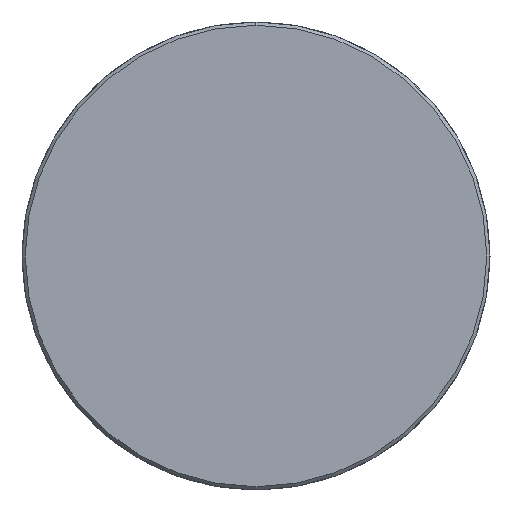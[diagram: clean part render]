
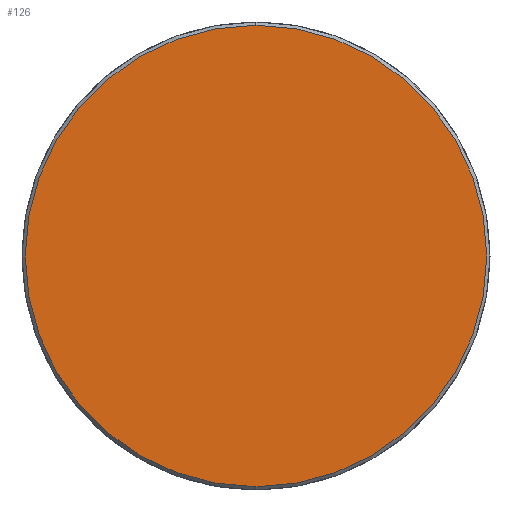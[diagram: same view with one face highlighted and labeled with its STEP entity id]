
A CAD part, left-side view. The second image highlights one B-rep face of the part: STEP entity #126.
In plain terms, the highlighted planar face has unit normal (-1, 0, 0).
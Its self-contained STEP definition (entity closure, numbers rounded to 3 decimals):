
#126 = ADVANCED_FACE ( 'NONE', ( #849 ), #4426, .T. ) ;
#337 = DIRECTION ( 'NONE',  ( 0., 0., -1. ) ) ;
#588 = DIRECTION ( 'NONE',  ( 0., -1., 0. ) ) ;
#798 = AXIS2_PLACEMENT_3D ( 'NONE', #4203, #2113, #2484 ) ;
#849 = FACE_OUTER_BOUND ( 'NONE', #1137, .T. ) ;
#1010 = CIRCLE ( 'NONE', #798, 70. ) ;
#1137 = EDGE_LOOP ( 'NONE', ( #1397, #2598 ) ) ;
#1397 = ORIENTED_EDGE ( 'NONE', *, *, #2384, .T. ) ;
#1669 = VERTEX_POINT ( 'NONE', #2965 ) ;
#1672 = DIRECTION ( 'NONE',  ( -1., 0., 0. ) ) ;
#1726 = AXIS2_PLACEMENT_3D ( 'NONE', #2811, #3142, #337 ) ;
#1888 = EDGE_CURVE ( 'NONE', #4510, #1669, #1010, .T. ) ;
#2010 = CARTESIAN_POINT ( 'NONE',  ( -130.75, 70.84, -70.84 ) ) ;
#2113 = DIRECTION ( 'NONE',  ( -1., 0., 0. ) ) ;
#2384 = EDGE_CURVE ( 'NONE', #1669, #4510, #2629, .T. ) ;
#2484 = DIRECTION ( 'NONE',  ( 0., 0., -1. ) ) ;
#2598 = ORIENTED_EDGE ( 'NONE', *, *, #1888, .T. ) ;
#2629 = CIRCLE ( 'NONE', #1726, 70. ) ;
#2811 = CARTESIAN_POINT ( 'NONE',  ( -130.75, 0., 0. ) ) ;
#2965 = CARTESIAN_POINT ( 'NONE',  ( -130.75, 0., -70. ) ) ;
#3142 = DIRECTION ( 'NONE',  ( -1., 0., 0. ) ) ;
#3537 = AXIS2_PLACEMENT_3D ( 'NONE', #2010, #1672, #588 ) ;
#4203 = CARTESIAN_POINT ( 'NONE',  ( -130.75, 0., 0. ) ) ;
#4426 = PLANE ( 'NONE',  #3537 ) ;
#4458 = CARTESIAN_POINT ( 'NONE',  ( -130.75, 0., 70. ) ) ;
#4510 = VERTEX_POINT ( 'NONE', #4458 ) ;
